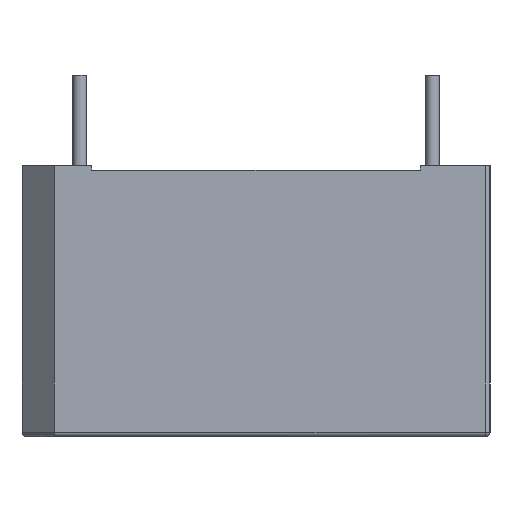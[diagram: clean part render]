
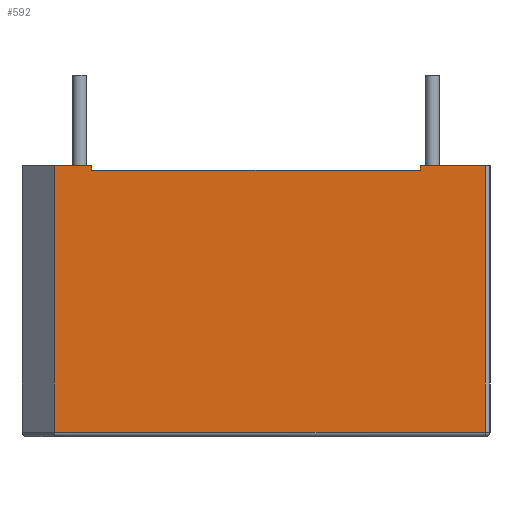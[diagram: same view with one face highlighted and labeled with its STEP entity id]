
A CAD part, left-side view. The second image highlights one B-rep face of the part: STEP entity #592.
In plain terms, the highlighted planar face has unit normal (-1, 0, 0).
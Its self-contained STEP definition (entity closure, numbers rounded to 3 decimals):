
#39 = CARTESIAN_POINT ( 'NONE',  ( 0., 0.2, 0.2 ) ) ;
#40 = CARTESIAN_POINT ( 'NONE',  ( 0., 18.8, 11.7 ) ) ;
#119 = CARTESIAN_POINT ( 'NONE',  ( 0., 3., 11.7 ) ) ;
#122 = EDGE_CURVE ( 'NONE', #1326, #1853, #390, .T. ) ;
#124 = DIRECTION ( 'NONE',  ( -1., 0., 0. ) ) ;
#138 = EDGE_CURVE ( 'NONE', #1007, #1937, #1430, .T. ) ;
#153 = ORIENTED_EDGE ( 'NONE', *, *, #138, .T. ) ;
#194 = CARTESIAN_POINT ( 'NONE',  ( 0., 3., 11.6 ) ) ;
#242 = LINE ( 'NONE', #194, #748 ) ;
#283 = CARTESIAN_POINT ( 'NONE',  ( 0., 17.2, 5.95 ) ) ;
#312 = VECTOR ( 'NONE', #1615, 1000. ) ;
#346 = DIRECTION ( 'NONE',  ( 0., 0., 1. ) ) ;
#367 = ORIENTED_EDGE ( 'NONE', *, *, #1109, .T. ) ;
#369 = CARTESIAN_POINT ( 'NONE',  ( 0., 9.5, 0.2 ) ) ;
#390 = LINE ( 'NONE', #1155, #1939 ) ;
#431 = VECTOR ( 'NONE', #805, 1000. ) ;
#496 = LINE ( 'NONE', #614, #1269 ) ;
#508 = ORIENTED_EDGE ( 'NONE', *, *, #928, .T. ) ;
#592 = ADVANCED_FACE ( 'NONE', ( #1638 ), #1036, .T. ) ;
#607 = VECTOR ( 'NONE', #1792, 1000. ) ;
#614 = CARTESIAN_POINT ( 'NONE',  ( 0., 9.5, 11.7 ) ) ;
#626 = ORIENTED_EDGE ( 'NONE', *, *, #1852, .F. ) ;
#634 = ORIENTED_EDGE ( 'NONE', *, *, #122, .T. ) ;
#685 = LINE ( 'NONE', #954, #1881 ) ;
#698 = CARTESIAN_POINT ( 'NONE',  ( 0., 0.2, 5.95 ) ) ;
#713 = DIRECTION ( 'NONE',  ( 0., -1., 0. ) ) ;
#748 = VECTOR ( 'NONE', #346, 1000. ) ;
#749 = LINE ( 'NONE', #283, #790 ) ;
#759 = CARTESIAN_POINT ( 'NONE',  ( 0., 17.2, 11.7 ) ) ;
#767 = EDGE_LOOP ( 'NONE', ( #1010, #508, #634, #1909, #367, #153, #1598, #626 ) ) ;
#790 = VECTOR ( 'NONE', #1202, 1000. ) ;
#805 = DIRECTION ( 'NONE',  ( 0., 0., -1. ) ) ;
#832 = CARTESIAN_POINT ( 'NONE',  ( 0., 3., 11.5 ) ) ;
#880 = CARTESIAN_POINT ( 'NONE',  ( 0., 18.8, 0.2 ) ) ;
#928 = EDGE_CURVE ( 'NONE', #1221, #1326, #749, .T. ) ;
#954 = CARTESIAN_POINT ( 'NONE',  ( 0., 10.1, 11.5 ) ) ;
#1007 = VERTEX_POINT ( 'NONE', #39 ) ;
#1010 = ORIENTED_EDGE ( 'NONE', *, *, #1863, .F. ) ;
#1017 = AXIS2_PLACEMENT_3D ( 'NONE', #880, #124, #713 ) ;
#1036 = PLANE ( 'NONE',  #1017 ) ;
#1086 = DIRECTION ( 'NONE',  ( 0., 1., 0. ) ) ;
#1096 = VERTEX_POINT ( 'NONE', #1462 ) ;
#1109 = EDGE_CURVE ( 'NONE', #1096, #1007, #1378, .T. ) ;
#1124 = VERTEX_POINT ( 'NONE', #832 ) ;
#1138 = VERTEX_POINT ( 'NONE', #119 ) ;
#1155 = CARTESIAN_POINT ( 'NONE',  ( 0., 18.7, 11.7 ) ) ;
#1202 = DIRECTION ( 'NONE',  ( 0., 0., 1. ) ) ;
#1221 = VERTEX_POINT ( 'NONE', #1992 ) ;
#1269 = VECTOR ( 'NONE', #1086, 1000. ) ;
#1326 = VERTEX_POINT ( 'NONE', #759 ) ;
#1378 = LINE ( 'NONE', #369, #312 ) ;
#1427 = DIRECTION ( 'NONE',  ( 0., -1., 0. ) ) ;
#1430 = LINE ( 'NONE', #698, #607 ) ;
#1443 = CARTESIAN_POINT ( 'NONE',  ( 0., 0.2, 11.7 ) ) ;
#1462 = CARTESIAN_POINT ( 'NONE',  ( 0., 18.8, 0.2 ) ) ;
#1475 = DIRECTION ( 'NONE',  ( 0., 1., 0. ) ) ;
#1598 = ORIENTED_EDGE ( 'NONE', *, *, #1755, .T. ) ;
#1615 = DIRECTION ( 'NONE',  ( 0., -1., 0. ) ) ;
#1638 = FACE_OUTER_BOUND ( 'NONE', #767, .T. ) ;
#1678 = EDGE_CURVE ( 'NONE', #1853, #1096, #1742, .T. ) ;
#1742 = LINE ( 'NONE', #1888, #431 ) ;
#1755 = EDGE_CURVE ( 'NONE', #1937, #1138, #496, .T. ) ;
#1792 = DIRECTION ( 'NONE',  ( 0., 0., 1. ) ) ;
#1852 = EDGE_CURVE ( 'NONE', #1124, #1138, #242, .T. ) ;
#1853 = VERTEX_POINT ( 'NONE', #40 ) ;
#1863 = EDGE_CURVE ( 'NONE', #1221, #1124, #685, .T. ) ;
#1881 = VECTOR ( 'NONE', #1427, 1000. ) ;
#1888 = CARTESIAN_POINT ( 'NONE',  ( 0., 18.8, 5.95 ) ) ;
#1909 = ORIENTED_EDGE ( 'NONE', *, *, #1678, .T. ) ;
#1937 = VERTEX_POINT ( 'NONE', #1443 ) ;
#1939 = VECTOR ( 'NONE', #1475, 1000. ) ;
#1992 = CARTESIAN_POINT ( 'NONE',  ( 0., 17.2, 11.5 ) ) ;
